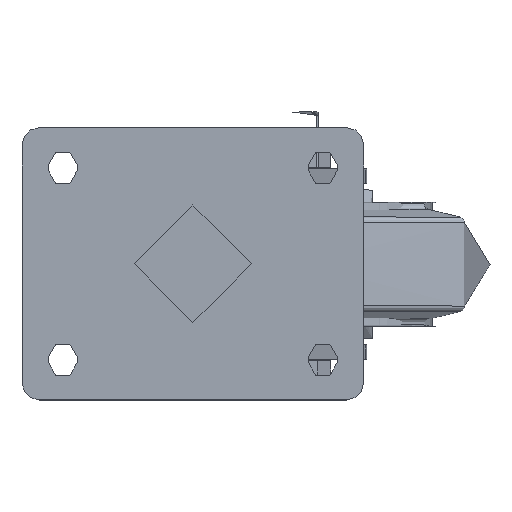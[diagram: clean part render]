
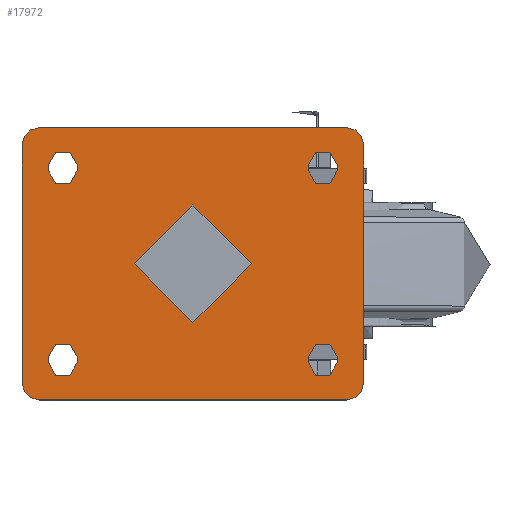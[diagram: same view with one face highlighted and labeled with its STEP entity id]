
A CAD part, top view. The second image highlights one B-rep face of the part: STEP entity #17972.
In plain terms, the highlighted planar face has unit normal (0, 0, 1).
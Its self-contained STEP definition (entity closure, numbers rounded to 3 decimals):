
#1686=FACE_BOUND('',#3265,.T.);
#1687=FACE_BOUND('',#3266,.T.);
#1688=FACE_BOUND('',#3267,.T.);
#1689=FACE_BOUND('',#3268,.T.);
#1690=FACE_BOUND('',#3269,.T.);
#1794=PLANE('',#19217);
#2236=FACE_OUTER_BOUND('',#3264,.T.);
#3264=EDGE_LOOP('',(#12089,#12090,#12091,#12092,#12093,#12094,#12095,#12096));
#3265=EDGE_LOOP('',(#12097,#12098,#12099,#12100));
#3266=EDGE_LOOP('',(#12101,#12102,#12103,#12104));
#3267=EDGE_LOOP('',(#12105,#12106,#12107,#12108));
#3268=EDGE_LOOP('',(#12109,#12110,#12111,#12112));
#3269=EDGE_LOOP('',(#12113));
#4395=LINE('',#24476,#5627);
#4396=LINE('',#24478,#5628);
#4397=LINE('',#24479,#5629);
#4398=LINE('',#24480,#5630);
#4399=LINE('',#24483,#5631);
#4400=LINE('',#24487,#5632);
#4401=LINE('',#24491,#5633);
#4402=LINE('',#24495,#5634);
#4403=LINE('',#24499,#5635);
#4404=LINE('',#24503,#5636);
#4405=LINE('',#24507,#5637);
#4406=LINE('',#24511,#5638);
#5627=VECTOR('',#20594,1000.);
#5628=VECTOR('',#20597,1000.);
#5629=VECTOR('',#20598,1000.);
#5630=VECTOR('',#20599,1000.);
#5631=VECTOR('',#20600,1000.);
#5632=VECTOR('',#20603,1000.);
#5633=VECTOR('',#20606,1000.);
#5634=VECTOR('',#20609,1000.);
#5635=VECTOR('',#20612,1000.);
#5636=VECTOR('',#20615,1000.);
#5637=VECTOR('',#20618,1000.);
#5638=VECTOR('',#20621,1000.);
#6848=CIRCLE('',#19188,23.75);
#6849=CIRCLE('',#19190,7.);
#6851=CIRCLE('',#19193,7.);
#6853=CIRCLE('',#19196,7.);
#6855=CIRCLE('',#19199,7.);
#6866=CIRCLE('',#19218,5.75);
#6867=CIRCLE('',#19219,5.75);
#6868=CIRCLE('',#19220,5.75);
#6869=CIRCLE('',#19221,5.75);
#6870=CIRCLE('',#19222,5.75);
#6871=CIRCLE('',#19223,5.75);
#6872=CIRCLE('',#19224,5.75);
#6873=CIRCLE('',#19225,5.75);
#7357=VERTEX_POINT('',#24411);
#7358=VERTEX_POINT('',#24415);
#7359=VERTEX_POINT('',#24416);
#7362=VERTEX_POINT('',#24424);
#7363=VERTEX_POINT('',#24425);
#7366=VERTEX_POINT('',#24433);
#7367=VERTEX_POINT('',#24434);
#7370=VERTEX_POINT('',#24442);
#7371=VERTEX_POINT('',#24443);
#7381=VERTEX_POINT('',#24481);
#7382=VERTEX_POINT('',#24482);
#7383=VERTEX_POINT('',#24484);
#7384=VERTEX_POINT('',#24486);
#7385=VERTEX_POINT('',#24489);
#7386=VERTEX_POINT('',#24490);
#7387=VERTEX_POINT('',#24492);
#7388=VERTEX_POINT('',#24494);
#7389=VERTEX_POINT('',#24497);
#7390=VERTEX_POINT('',#24498);
#7391=VERTEX_POINT('',#24500);
#7392=VERTEX_POINT('',#24502);
#7393=VERTEX_POINT('',#24505);
#7394=VERTEX_POINT('',#24506);
#7395=VERTEX_POINT('',#24508);
#7396=VERTEX_POINT('',#24510);
#9224=EDGE_CURVE('',#7357,#7357,#6848,.T.);
#9225=EDGE_CURVE('',#7358,#7359,#6849,.T.);
#9229=EDGE_CURVE('',#7362,#7363,#6851,.T.);
#9233=EDGE_CURVE('',#7366,#7367,#6853,.T.);
#9237=EDGE_CURVE('',#7370,#7371,#6855,.T.);
#9253=EDGE_CURVE('',#7367,#7370,#4395,.T.);
#9254=EDGE_CURVE('',#7359,#7366,#4396,.T.);
#9255=EDGE_CURVE('',#7363,#7358,#4397,.T.);
#9256=EDGE_CURVE('',#7371,#7362,#4398,.T.);
#9257=EDGE_CURVE('',#7381,#7382,#4399,.T.);
#9258=EDGE_CURVE('',#7382,#7383,#6866,.T.);
#9259=EDGE_CURVE('',#7383,#7384,#4400,.T.);
#9260=EDGE_CURVE('',#7384,#7381,#6867,.T.);
#9261=EDGE_CURVE('',#7385,#7386,#4401,.T.);
#9262=EDGE_CURVE('',#7386,#7387,#6868,.T.);
#9263=EDGE_CURVE('',#7387,#7388,#4402,.T.);
#9264=EDGE_CURVE('',#7388,#7385,#6869,.T.);
#9265=EDGE_CURVE('',#7389,#7390,#4403,.T.);
#9266=EDGE_CURVE('',#7390,#7391,#6870,.T.);
#9267=EDGE_CURVE('',#7391,#7392,#4404,.T.);
#9268=EDGE_CURVE('',#7392,#7389,#6871,.T.);
#9269=EDGE_CURVE('',#7393,#7394,#4405,.T.);
#9270=EDGE_CURVE('',#7394,#7395,#6872,.T.);
#9271=EDGE_CURVE('',#7395,#7396,#4406,.T.);
#9272=EDGE_CURVE('',#7396,#7393,#6873,.T.);
#12089=ORIENTED_EDGE('',*,*,#9237,.F.);
#12090=ORIENTED_EDGE('',*,*,#9253,.F.);
#12091=ORIENTED_EDGE('',*,*,#9233,.F.);
#12092=ORIENTED_EDGE('',*,*,#9254,.F.);
#12093=ORIENTED_EDGE('',*,*,#9225,.F.);
#12094=ORIENTED_EDGE('',*,*,#9255,.F.);
#12095=ORIENTED_EDGE('',*,*,#9229,.F.);
#12096=ORIENTED_EDGE('',*,*,#9256,.F.);
#12097=ORIENTED_EDGE('',*,*,#9257,.T.);
#12098=ORIENTED_EDGE('',*,*,#9258,.T.);
#12099=ORIENTED_EDGE('',*,*,#9259,.T.);
#12100=ORIENTED_EDGE('',*,*,#9260,.T.);
#12101=ORIENTED_EDGE('',*,*,#9261,.T.);
#12102=ORIENTED_EDGE('',*,*,#9262,.T.);
#12103=ORIENTED_EDGE('',*,*,#9263,.T.);
#12104=ORIENTED_EDGE('',*,*,#9264,.T.);
#12105=ORIENTED_EDGE('',*,*,#9265,.T.);
#12106=ORIENTED_EDGE('',*,*,#9266,.T.);
#12107=ORIENTED_EDGE('',*,*,#9267,.T.);
#12108=ORIENTED_EDGE('',*,*,#9268,.T.);
#12109=ORIENTED_EDGE('',*,*,#9269,.T.);
#12110=ORIENTED_EDGE('',*,*,#9270,.T.);
#12111=ORIENTED_EDGE('',*,*,#9271,.T.);
#12112=ORIENTED_EDGE('',*,*,#9272,.T.);
#12113=ORIENTED_EDGE('',*,*,#9224,.F.);
#17972=ADVANCED_FACE('',(#2236,#1686,#1687,#1688,#1689,#1690),#1794,.T.);
#19188=AXIS2_PLACEMENT_3D('',#24413,#20525,#20526);
#19190=AXIS2_PLACEMENT_3D('',#24417,#20529,#20530);
#19193=AXIS2_PLACEMENT_3D('',#24426,#20537,#20538);
#19196=AXIS2_PLACEMENT_3D('',#24435,#20545,#20546);
#19199=AXIS2_PLACEMENT_3D('',#24444,#20553,#20554);
#19217=AXIS2_PLACEMENT_3D('',#24477,#20595,#20596);
#19218=AXIS2_PLACEMENT_3D('',#24485,#20601,#20602);
#19219=AXIS2_PLACEMENT_3D('',#24488,#20604,#20605);
#19220=AXIS2_PLACEMENT_3D('',#24493,#20607,#20608);
#19221=AXIS2_PLACEMENT_3D('',#24496,#20610,#20611);
#19222=AXIS2_PLACEMENT_3D('',#24501,#20613,#20614);
#19223=AXIS2_PLACEMENT_3D('',#24504,#20616,#20617);
#19224=AXIS2_PLACEMENT_3D('',#24509,#20619,#20620);
#19225=AXIS2_PLACEMENT_3D('',#24512,#20622,#20623);
#20525=DIRECTION('center_axis',(0.,0.,1.));
#20526=DIRECTION('ref_axis',(1.,0.,0.));
#20529=DIRECTION('center_axis',(0.,0.,-1.));
#20530=DIRECTION('ref_axis',(-0.707,0.707,0.));
#20537=DIRECTION('center_axis',(0.,0.,-1.));
#20538=DIRECTION('ref_axis',(-0.707,-0.707,0.));
#20545=DIRECTION('center_axis',(0.,0.,-1.));
#20546=DIRECTION('ref_axis',(0.707,0.707,0.));
#20553=DIRECTION('center_axis',(0.,0.,-1.));
#20554=DIRECTION('ref_axis',(0.707,-0.707,0.));
#20594=DIRECTION('',(0.,-1.,0.));
#20595=DIRECTION('center_axis',(0.,0.,1.));
#20596=DIRECTION('ref_axis',(1.,0.,0.));
#20597=DIRECTION('',(1.,0.,0.));
#20598=DIRECTION('',(0.,1.,0.));
#20599=DIRECTION('',(-1.,0.,0.));
#20600=DIRECTION('',(0.,-1.,0.));
#20601=DIRECTION('center_axis',(0.,0.,-1.));
#20602=DIRECTION('ref_axis',(1.,0.,0.));
#20603=DIRECTION('',(0.,1.,0.));
#20604=DIRECTION('center_axis',(0.,0.,-1.));
#20605=DIRECTION('ref_axis',(1.,0.,0.));
#20606=DIRECTION('',(0.,1.,0.));
#20607=DIRECTION('center_axis',(0.,0.,-1.));
#20608=DIRECTION('ref_axis',(1.,0.,0.));
#20609=DIRECTION('',(0.,-1.,0.));
#20610=DIRECTION('center_axis',(0.,0.,-1.));
#20611=DIRECTION('ref_axis',(1.,0.,0.));
#20612=DIRECTION('',(0.,-1.,0.));
#20613=DIRECTION('center_axis',(0.,0.,-1.));
#20614=DIRECTION('ref_axis',(-1.,0.,0.));
#20615=DIRECTION('',(0.,1.,0.));
#20616=DIRECTION('center_axis',(0.,0.,-1.));
#20617=DIRECTION('ref_axis',(-1.,0.,0.));
#20618=DIRECTION('',(0.,1.,0.));
#20619=DIRECTION('center_axis',(0.,0.,-1.));
#20620=DIRECTION('ref_axis',(-1.,0.,0.));
#20621=DIRECTION('',(0.,-1.,0.));
#20622=DIRECTION('center_axis',(0.,0.,-1.));
#20623=DIRECTION('ref_axis',(-1.,0.,0.));
#24411=CARTESIAN_POINT('',(-23.75,0.,0.));
#24413=CARTESIAN_POINT('Origin',(0.,0.,0.));
#24415=CARTESIAN_POINT('',(-69.,48.,0.));
#24416=CARTESIAN_POINT('',(-62.,55.,0.));
#24417=CARTESIAN_POINT('Origin',(-62.,48.,0.));
#24424=CARTESIAN_POINT('',(-62.,-55.,0.));
#24425=CARTESIAN_POINT('',(-69.,-48.,0.));
#24426=CARTESIAN_POINT('Origin',(-62.,-48.,0.));
#24433=CARTESIAN_POINT('',(62.,55.,0.));
#24434=CARTESIAN_POINT('',(69.,48.,0.));
#24435=CARTESIAN_POINT('Origin',(62.,48.,0.));
#24442=CARTESIAN_POINT('',(69.,-48.,0.));
#24443=CARTESIAN_POINT('',(62.,-55.,0.));
#24444=CARTESIAN_POINT('Origin',(62.,-48.,0.));
#24476=CARTESIAN_POINT('',(69.,55.,0.));
#24477=CARTESIAN_POINT('Origin',(0.,0.,0.));
#24478=CARTESIAN_POINT('',(-69.,55.,0.));
#24479=CARTESIAN_POINT('',(-69.,-55.,0.));
#24480=CARTESIAN_POINT('',(69.,-55.,0.));
#24481=CARTESIAN_POINT('',(-46.75,40.,0.));
#24482=CARTESIAN_POINT('',(-46.75,37.5,0.));
#24483=CARTESIAN_POINT('',(-46.75,40.,0.));
#24484=CARTESIAN_POINT('',(-58.25,37.5,0.));
#24485=CARTESIAN_POINT('Origin',(-52.5,37.5,0.));
#24486=CARTESIAN_POINT('',(-58.25,40.,0.));
#24487=CARTESIAN_POINT('',(-58.25,40.,0.));
#24488=CARTESIAN_POINT('Origin',(-52.5,40.,0.));
#24489=CARTESIAN_POINT('',(-58.25,-40.,0.));
#24490=CARTESIAN_POINT('',(-58.25,-37.5,0.));
#24491=CARTESIAN_POINT('',(-58.25,-40.,0.));
#24492=CARTESIAN_POINT('',(-46.75,-37.5,0.));
#24493=CARTESIAN_POINT('Origin',(-52.5,-37.5,0.));
#24494=CARTESIAN_POINT('',(-46.75,-40.,0.));
#24495=CARTESIAN_POINT('',(-46.75,-40.,0.));
#24496=CARTESIAN_POINT('Origin',(-52.5,-40.,0.));
#24497=CARTESIAN_POINT('',(58.25,40.,0.));
#24498=CARTESIAN_POINT('',(58.25,37.5,0.));
#24499=CARTESIAN_POINT('',(58.25,40.,0.));
#24500=CARTESIAN_POINT('',(46.75,37.5,0.));
#24501=CARTESIAN_POINT('Origin',(52.5,37.5,0.));
#24502=CARTESIAN_POINT('',(46.75,40.,0.));
#24503=CARTESIAN_POINT('',(46.75,40.,0.));
#24504=CARTESIAN_POINT('Origin',(52.5,40.,0.));
#24505=CARTESIAN_POINT('',(46.75,-40.,0.));
#24506=CARTESIAN_POINT('',(46.75,-37.5,0.));
#24507=CARTESIAN_POINT('',(46.75,-40.,0.));
#24508=CARTESIAN_POINT('',(58.25,-37.5,0.));
#24509=CARTESIAN_POINT('Origin',(52.5,-37.5,0.));
#24510=CARTESIAN_POINT('',(58.25,-40.,0.));
#24511=CARTESIAN_POINT('',(58.25,-40.,0.));
#24512=CARTESIAN_POINT('Origin',(52.5,-40.,0.));
